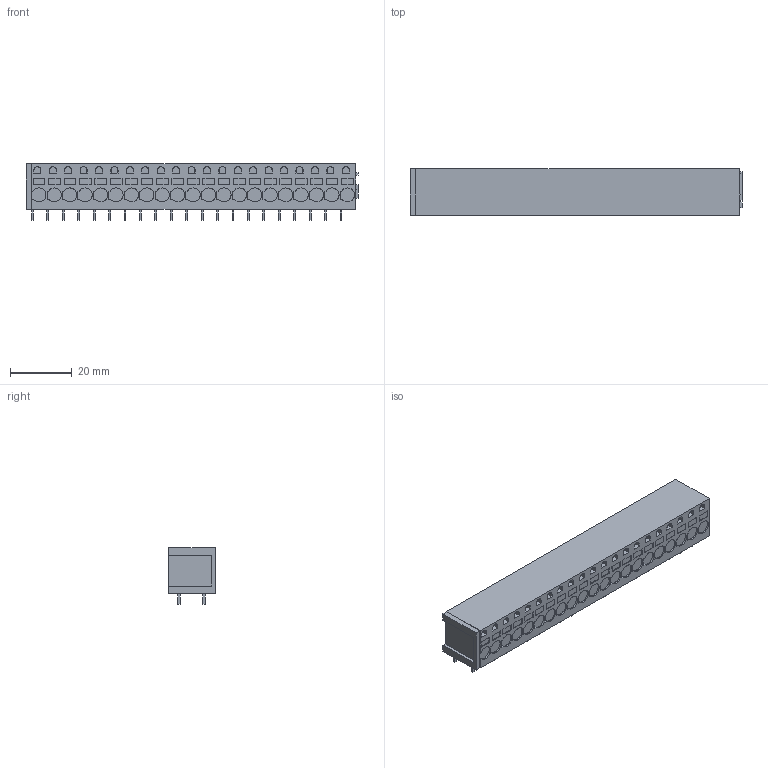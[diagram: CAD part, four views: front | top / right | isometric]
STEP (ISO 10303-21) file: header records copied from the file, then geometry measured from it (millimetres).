
FILE_DESCRIPTION(('CATIA V5 STEP Exchange','CAx-IF Rec.Pracs.--- Model Styling and Organization---1.4--- 2014-01-23'),'2;1');
FILE_NAME ('458777-3_1_1425490000_1425490000.stp','2022-08-10T11:21:36+00:00',('none'),('Weidmueller'),'CATIA Version 5-6 Release 2016 SP3 HF44','CATIA V5 STEP AP214','none');
FILE_SCHEMA(('AUTOMOTIVE_DESIGN { 1 0 10303 214 1 1 1 1 }'));
Length unit declared in the file: millimetre
Products named in the file (1): 1425490000
Bounding box: 107.63 x 15.2 x 18.3 mm (x, y, z)
Volume: 23544.4 mm3; surface area: 9007.5 mm2
Topology: 43 solids, 127 shells, 1350 faces, 3086 edges, 2057 vertices
Faces by surface type: plane 1065, cylinder 138, cone 63, bspline 42, extrusion 21, torus 21
Entity records: 40282 total; most frequent: CARTESIAN_POINT 11737, ORIENTED_EDGE 6172, DIRECTION 4760, EDGE_CURVE 3086, VECTOR 2411, LINE 2390, VERTEX_POINT 2057, EDGE_LOOP 1427
